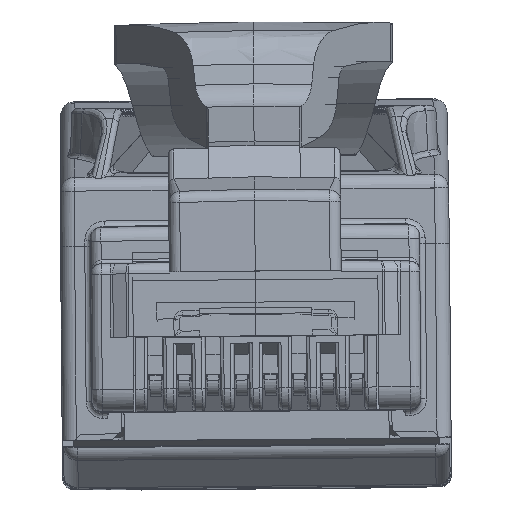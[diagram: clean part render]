
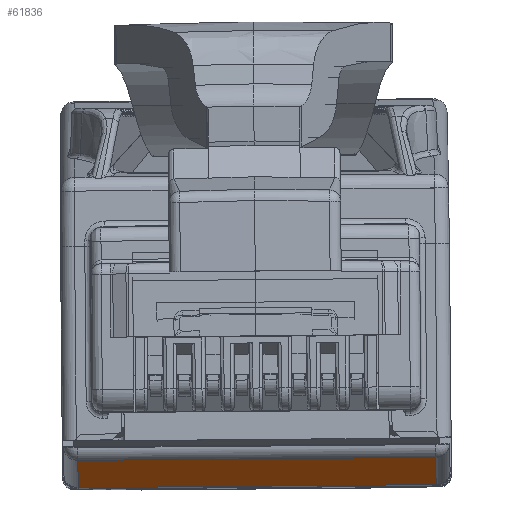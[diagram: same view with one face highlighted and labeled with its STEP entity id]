
A CAD part, top view. The second image highlights one B-rep face of the part: STEP entity #61836.
In plain terms, the highlighted planar face has unit normal (0.008, -0.902, 0.432).
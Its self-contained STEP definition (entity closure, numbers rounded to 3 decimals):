
#61828=AXIS2_PLACEMENT_3D('Plane Axis2P3D',#61825,#61826,#61827) ;
#58323=CARTESIAN_POINT('Vertex',(0.616,1.014,160.794)) ;
#58330=CARTESIAN_POINT('Vertex',(0.625,0.05,158.78)) ;
#58333=CARTESIAN_POINT('Line Origine',(0.715,-10.357,137.061)) ;
#58372=CARTESIAN_POINT('Vertex',(13.316,1.125,160.794)) ;
#58375=CARTESIAN_POINT('Line Origine',(-17.742,0.854,160.794)) ;
#58408=CARTESIAN_POINT('Line Origine',(13.233,10.578,180.522)) ;
#58412=CARTESIAN_POINT('Vertex',(13.324,0.16,158.78)) ;
#58449=CARTESIAN_POINT('Line Origine',(31.683,0.321,158.78)) ;
#61825=CARTESIAN_POINT('Axis2P3D Location',(6.97,0.631,159.878)) ;
#58334=DIRECTION('Vector Direction',(-0.004,0.432,0.902)) ;
#58376=DIRECTION('Vector Direction',(1.,0.009,0.)) ;
#58409=DIRECTION('Vector Direction',(0.004,-0.432,-0.902)) ;
#58450=DIRECTION('Vector Direction',(-1.,-0.009,0.)) ;
#61826=DIRECTION('Axis2P3D Direction',(0.008,-0.902,0.432)) ;
#61827=DIRECTION('Axis2P3D XDirection',(0.004,-0.432,-0.902)) ;
#58335=VECTOR('Line Direction',#58334,1.) ;
#58377=VECTOR('Line Direction',#58376,1.) ;
#58410=VECTOR('Line Direction',#58409,1.) ;
#58451=VECTOR('Line Direction',#58450,1.) ;
#61831=ORIENTED_EDGE('',*,*,#58414,.F.) ;
#61832=ORIENTED_EDGE('',*,*,#58379,.F.) ;
#61833=ORIENTED_EDGE('',*,*,#58337,.F.) ;
#61834=ORIENTED_EDGE('',*,*,#58453,.F.) ;
#61836=ADVANCED_FACE('Hauptk\X2\00F6\X0\rper',(#61835),#61829,.T.) ;
#58337=EDGE_CURVE('',#58331,#58324,#58336,.T.) ;
#58379=EDGE_CURVE('',#58324,#58373,#58378,.T.) ;
#58414=EDGE_CURVE('',#58373,#58413,#58411,.T.) ;
#58453=EDGE_CURVE('',#58413,#58331,#58452,.T.) ;
#61830=EDGE_LOOP('',(#61831,#61832,#61833,#61834)) ;
#61835=FACE_OUTER_BOUND('',#61830,.T.) ;
#58336=LINE('Line',#58333,#58335) ;
#58378=LINE('Line',#58375,#58377) ;
#58411=LINE('Line',#58408,#58410) ;
#58452=LINE('Line',#58449,#58451) ;
#61829=PLANE('',#61828) ;
#58324=VERTEX_POINT('',#58323) ;
#58331=VERTEX_POINT('',#58330) ;
#58373=VERTEX_POINT('',#58372) ;
#58413=VERTEX_POINT('',#58412) ;
